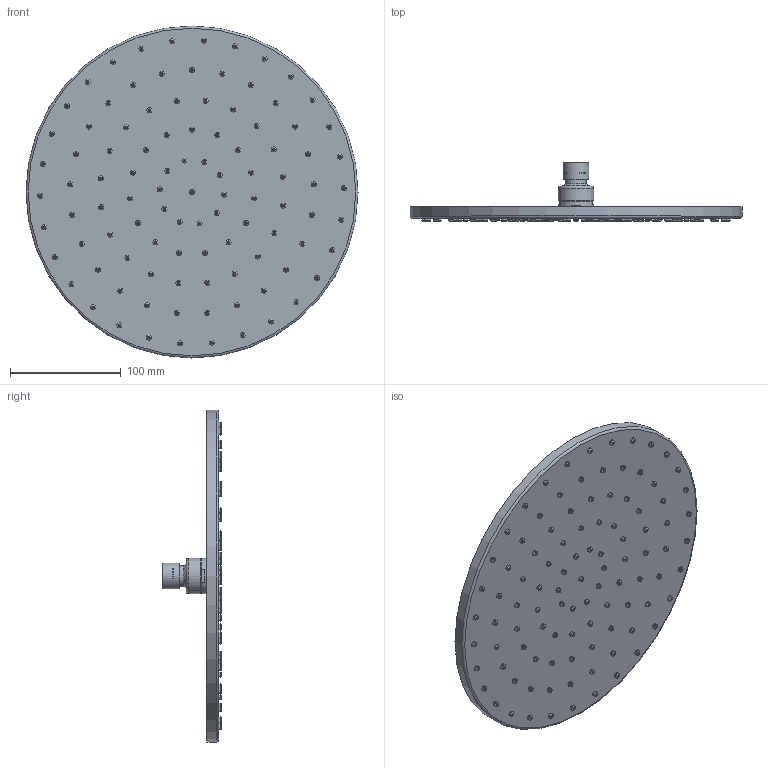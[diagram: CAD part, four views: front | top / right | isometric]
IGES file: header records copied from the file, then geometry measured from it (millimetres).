
Global section: file name: No Iges File Name specified; native system: Autodesk Inventor 2012; preprocessor: AutoDesk Inventor Iges Exporter R2012; author: adaniels; date: 20120618.160550; units: millimetre
Bounding box: 300 x 53 x 300 mm (x, y, z)
Volume: 762440.4 mm3; surface area: 163208.5 mm2
Topology: 5 solids, 5 shells, 773 faces, 1484 edges, 953 vertices
Faces by surface type: plane 378, revolution 152, cylinder 135, torus 107, sphere 1
Full cylindrical faces by diameter (mm): 3.85 x2, 4.5 x102, 8 x16, 17.8 x1, 18.7 x1, 18.8 x1, 18.9 x1, 23 x1, 29 x1, 32 x2, 296.354 x1, 300 x1
